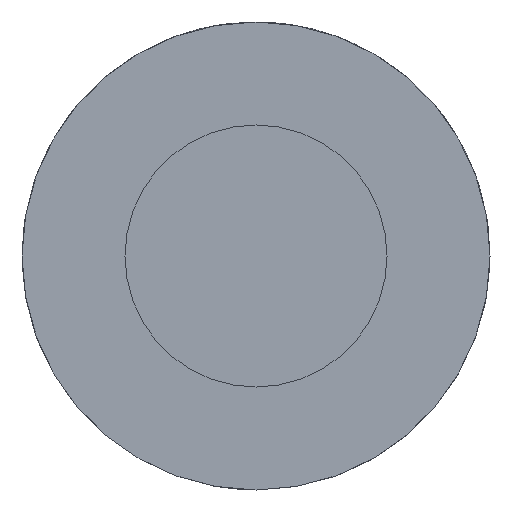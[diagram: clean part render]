
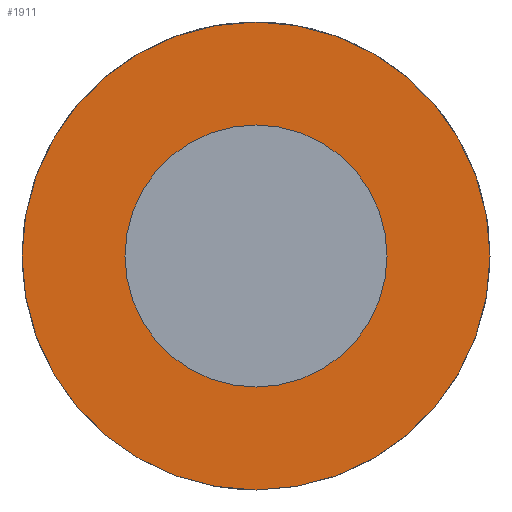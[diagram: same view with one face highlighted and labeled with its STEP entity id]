
A CAD part, left-side view. The second image highlights one B-rep face of the part: STEP entity #1911.
In plain terms, the highlighted face is planar.
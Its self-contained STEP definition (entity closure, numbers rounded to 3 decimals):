
#1107=CARTESIAN_POINT('',(0.,0.,0.));
#1108=DIRECTION('',(0.,0.,-1.));
#1109=DIRECTION('',(-1.,0.,0.));
#1110=AXIS2_PLACEMENT_3D('',#1107,#1108,#1109);
#1115=CARTESIAN_POINT('',(0.,0.,0.));
#1116=DIRECTION('',(0.,0.,1.));
#1117=DIRECTION('',(-1.,0.,0.));
#1118=AXIS2_PLACEMENT_3D('',#1115,#1116,#1117);
#1137=CARTESIAN_POINT('',(0.,0.,0.));
#1138=DIRECTION('',(0.,0.,1.));
#1139=DIRECTION('',(-1.,0.,0.));
#1140=AXIS2_PLACEMENT_3D('',#1137,#1138,#1139);
#1145=CARTESIAN_POINT('',(0.,0.,0.));
#1146=DIRECTION('',(0.,0.,-1.));
#1147=DIRECTION('',(-1.,0.,0.));
#1148=AXIS2_PLACEMENT_3D('',#1145,#1146,#1147);
#1240=CARTESIAN_POINT('',(-25.,0.,0.));
#1242=VERTEX_POINT('',#1240);
#1243=CARTESIAN_POINT('',(-14.,0.,0.));
#1245=VERTEX_POINT('',#1243);
#1248=CARTESIAN_POINT('',(25.,0.,0.));
#1250=VERTEX_POINT('',#1248);
#1251=CARTESIAN_POINT('',(14.,0.,0.));
#1253=VERTEX_POINT('',#1251);
#1896=CARTESIAN_POINT('',(0.,0.,0.));
#1897=DIRECTION('',(0.,0.,-1.));
#1898=DIRECTION('',(1.,0.,0.));
#1899=AXIS2_PLACEMENT_3D('',#1896,#1897,#1898);
#1900=PLANE('',#1899);
#1901=ORIENTED_EDGE('',*,*,#1889,.T.);
#1902=ORIENTED_EDGE('',*,*,#1874,.F.);
#1903=EDGE_LOOP('',(#1901,#1902));
#1904=FACE_OUTER_BOUND('',#1903,.F.);
#1906=ORIENTED_EDGE('',*,*,#1905,.T.);
#1908=ORIENTED_EDGE('',*,*,#1907,.F.);
#1909=EDGE_LOOP('',(#1906,#1908));
#1910=FACE_BOUND('',#1909,.F.);
#1111=CIRCLE('',#1110,25.);
#1119=CIRCLE('',#1118,25.);
#1141=CIRCLE('',#1140,14.);
#1149=CIRCLE('',#1148,14.);
#1874=EDGE_CURVE('',#1242,#1250,#1119,.T.);
#1889=EDGE_CURVE('',#1242,#1250,#1111,.T.);
#1905=EDGE_CURVE('',#1245,#1253,#1141,.T.);
#1907=EDGE_CURVE('',#1245,#1253,#1149,.T.);
#1911=ADVANCED_FACE('',(#1904,#1910),#1900,.F.);
